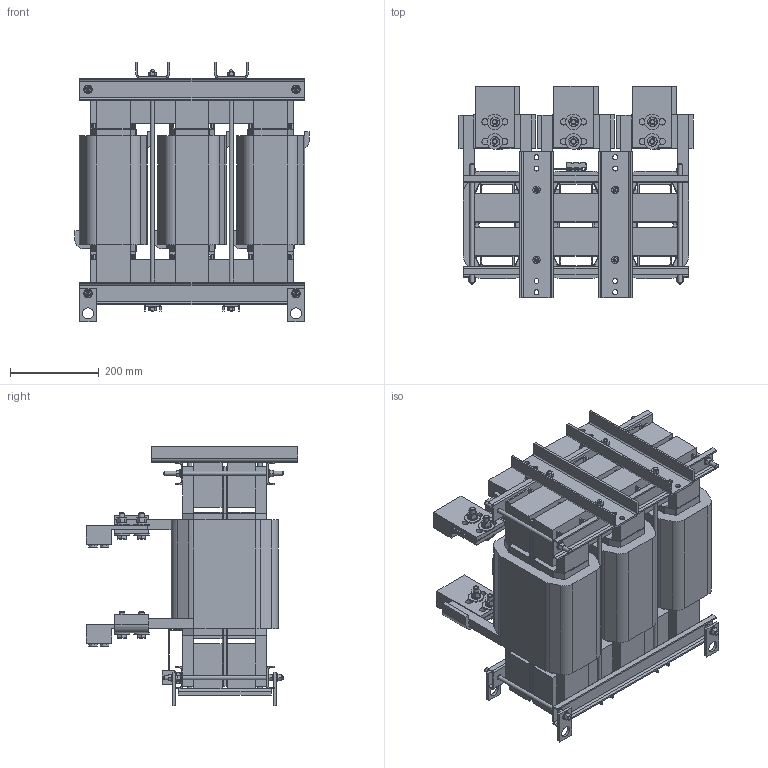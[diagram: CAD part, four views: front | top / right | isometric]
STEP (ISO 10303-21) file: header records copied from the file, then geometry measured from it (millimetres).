
FILE_DESCRIPTION(/* description */ (''),/* implementation_level */ '2;1');
FILE_NAME(/* name */ 'KLRUL750CPTMG.stp',/* time_stamp */ '2020-03-27T13:06:51-05:00',/* author */ ('jnelson'),/* organization */ (''),/* preprocessor_version */ 'ST-DEVELOPER v17',/* originating_system */ 'Autodesk Inventor 2019',/* authorisation */ '');
FILE_SCHEMA (('AUTOMOTIVE_DESIGN { 1 0 10303 214 3 1 1 }'));
Length unit declared in the file: inch
Products named in the file (37): KLRUL750CPTMG; KTRMG750C; 24878-term 23571; 24878; 23571; 18551; 31030; 31030_1; 31003 - Bracket; 22208; 4841; 14671; 22215; 4948; 4132; 11626 AND 1509; 1509; 11626; 29457; 30097- LARGE  BLANK  (REACTOR); 28453; 28453_1; 11923insert; 11923-1; 11923-2; 11923-3; 29477-KTRMG362AMSX1; 31615; 14331 WIRING KTRMG362AMS; 14331 WIRING KTRMG362AMS Short Bend; 11443; 1610 AND 1511 AND 1512; 1610; 1511; 10251 AND 1512; 10251; 1512
Assembly tree (109 placements, depth 5):
  KLRUL750CPTMG
    KTRMG750C
      24878-term 23571  x3
        24878
        23571
      18551  x4
      31030
        31030_1
        31003 - Bracket
      22208  x3
      4841  x2
      14671  x2
      22215  x4
      11626  x8
      4948  x4
      4132  x4
      11626 AND 1509  x12
        1509
        11626
      29457  x2
      30097- LARGE  BLANK  (REACTOR)
      28453
        28453_1
        11923insert  x3
          11923-1
          11923-2
          11923-3
      29477-KTRMG362AMSX1
      14331 WIRING KTRMG362AMS Short Bend  x3
      14331 WIRING KTRMG362AMS  x2
      31615
    11443  x6
    10251 AND 1512  x12
      10251
      1512
    1610 AND 1511 AND 1512  x12
      1610
      1512
      1511
Bounding box: 528.83 x 478.47 x 586.23 mm (x, y, z)
Volume: 39776173 mm3; surface area: 4887964.3 mm2
Topology: 155 solids, 155 shells, 4855 faces, 12650 edges, 8139 vertices
Faces by surface type: plane 2504, cylinder 2042, bspline 203, cone 54, torus 48, sphere 4
Full cylindrical faces by diameter (mm): 1.524 x12, 4.166 x2, 4.496 x6, 4.724 x2, 5.436 x2, 5.867 x6, 7.01 x6, 7.798 x20, 9.525 x20, 11.112 x4, 11.176 x20, 12.7 x24, 13.462 x12, 14.224 x24, 14.287 x12, 14.351 x24, 19.05 x48, 25.4 x22, 35.052 x24
Entity records: 45598 total; most frequent: CARTESIAN_POINT 10743, ORIENTED_EDGE 7182, DIRECTION 6445, EDGE_CURVE 3591, LINE 2495, VECTOR 2495, VERTEX_POINT 2340, AXIS2_PLACEMENT_3D 1975
